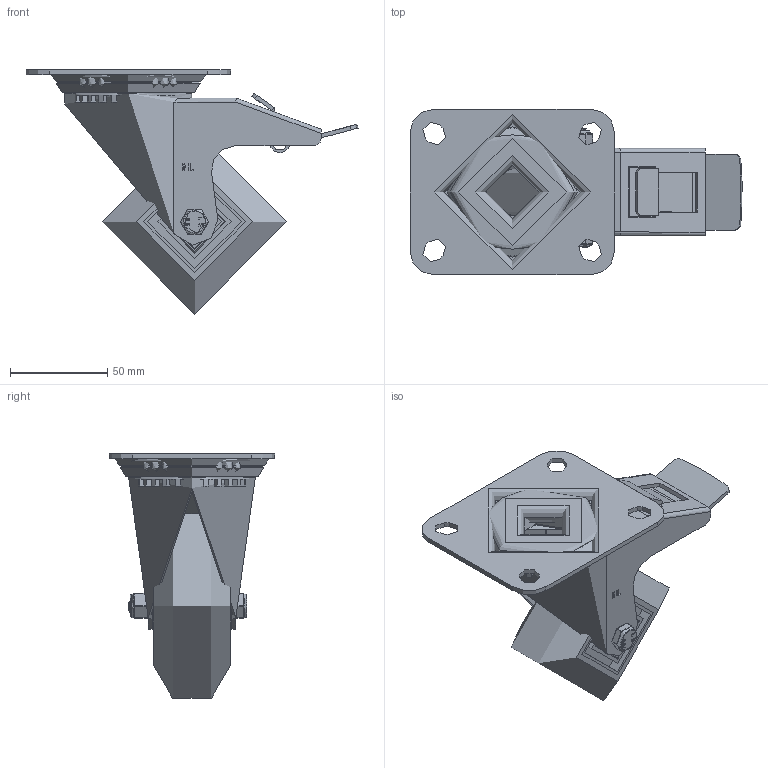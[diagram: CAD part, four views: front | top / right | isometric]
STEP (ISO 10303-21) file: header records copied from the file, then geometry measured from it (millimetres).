
FILE_DESCRIPTION(/* description */ ('','CAx-IF Rec.Pracs.---Representation and Presentation of Product Manufacturing Information (PMI)---4.0---2014-10-13'),/* implementation_level */ '2;1');
FILE_NAME(/* name */ 'BZMM100SRERGBJSWB.step',/* time_stamp */ '2025-01-07T16:55:59Z',/* author */ (''),/* organization */ (''),/* preprocessor_version */ 'ST-DEVELOPER v20',/* originating_system */ 'Autodesk Translation Framework v13.20.0.188',/* authorisation */ '');
FILE_SCHEMA (('AP242_MANAGED_MODEL_BASED_3D_ENGINEERING_MIM_LF { 1 0 10303 442 1 1 4 }'));
Length unit declared in the file: millimetre
Products named in the file (34): BZMM100SRERGBJSWB; BZH100WSRERGBJM15 v1; 55 SHORE A ELASTIC RUBBER; ALUMINIUM RIM; ALUMINIUM RIM Geometry; BEARING SPACER; BEARING6002; Pattern; BEARING6002 (1); Pattern (1); Component1 (1); METAL; METAL2; MIDDLE; RUBBER; BZMM100ASSWB - 41 v1; ZINC PLATED, PRESSED STEEL TOP PLATE (1); ZINC PLATED, PRESSED STEEL TOP PLATE Geometry (1); BALL BEARINGS (1); Component1 (2); BRAKE PAD (1); ZINC PLATED, PRESSED STEEL BRAKE PEDAL (1); BEARING SEAL (1); ZINC PLATED, PRESSED STEEL FORKS (1); TUBEM15X40X10 v1; STEEL TUBE; NYLONBUSH v1; NYLONBUSH; HEXBOLTM8X55Z8.8 v2; GRADE 8.8 ZINC PLATED BOLT; NYLOCM8Z v1; NYLOC NUT; NUT; RUBBER (1)
Assembly tree (79 placements, depth 5):
  BZMM100SRERGBJSWB
    BZH100WSRERGBJM15 v1
      55 SHORE A ELASTIC RUBBER
      ALUMINIUM RIM
        ALUMINIUM RIM Geometry
        BEARING SPACER
      BEARING6002
        METAL
        METAL2
        Pattern
          Component1 (1)  x9
        MIDDLE
        RUBBER  x2
      BEARING6002 (1)
        Pattern (1)
          Component1 (1)  x9
        METAL
        METAL2
        MIDDLE
        RUBBER  x2
    BZMM100ASSWB - 41 v1
      ZINC PLATED, PRESSED STEEL TOP PLATE (1)
        ZINC PLATED, PRESSED STEEL TOP PLATE Geometry (1)
        BALL BEARINGS (1)
          Component1 (2)  x24
      BRAKE PAD (1)
      ZINC PLATED, PRESSED STEEL BRAKE PEDAL (1)
      BEARING SEAL (1)
      ZINC PLATED, PRESSED STEEL FORKS (1)
    TUBEM15X40X10 v1
      STEEL TUBE
    NYLONBUSH v1
      NYLONBUSH
    HEXBOLTM8X55Z8.8 v2
      GRADE 8.8 ZINC PLATED BOLT
    NYLOCM8Z v1
      NYLOC NUT
        NUT
        RUBBER (1)
Bounding box: 170.42 x 85 x 125.32 mm (x, y, z)
Volume: 317815.1 mm3; surface area: 135927.6 mm2
Topology: 65 solids, 65 shells, 1306 faces, 3356 edges, 2185 vertices
Faces by surface type: plane 531, bspline 390, cylinder 237, sphere 102, cone 27, torus 19
Full cylindrical faces by diameter (mm): 0.664 x2, 6.446 x7, 7.866 x13, 8 x4, 8.2 x2, 8.6 x2, 10 x1, 10.2 x1, 11.5 x1, 12.1 x1, 14.95 x1, 15 x3, 19 x3, 20 x4, 20.5 x4, 21.5 x4, 26 x1, 26.8 x4, 27.5 x1, 28 x2, 28.2 x8, 31.5 x1, 32 x4, 37.5 x2, 48 x2, 52 x2, 56 x2, 61 x1, 65 x1
Entity records: 30863 total; most frequent: CARTESIAN_POINT 11651, ORIENTED_EDGE 3888, DIRECTION 3585, EDGE_CURVE 1944, AXIS2_PLACEMENT_3D 1290, VERTEX_POINT 1261, LINE 1005, VECTOR 1005
